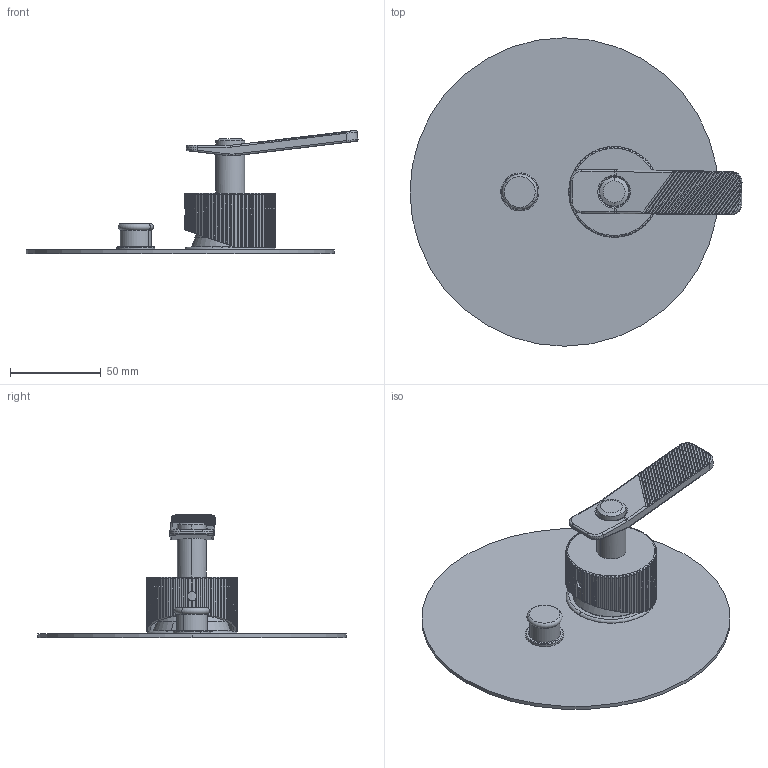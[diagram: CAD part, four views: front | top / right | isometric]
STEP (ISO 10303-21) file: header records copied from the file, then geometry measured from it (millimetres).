
FILE_DESCRIPTION (( 'STEP AP203' ), '1' );
FILE_NAME ('79117510 x architetti.STEP', '2023-09-11T13:15:14', ( '' ), ( '' ), 'SwSTEP 2.0', 'SolidWorks 2020', '' );
FILE_SCHEMA (( 'CONFIG_CONTROL_DESIGN' ));
Length unit declared in the file: millimetre
Products named in the file (1): 79117510 x architetti
Bounding box: 182.98 x 170 x 67.85 mm (x, y, z)
Volume: 98940.2 mm3; surface area: 68316.7 mm2
Topology: 1 solids, 1 shells, 338 faces, 949 edges, 620 vertices
Faces by surface type: cylinder 256, plane 49, bspline 22, cone 6, torus 4, sphere 1
Entity records: 14123 total; most frequent: CARTESIAN_POINT 5915, ORIENTED_EDGE 1894, DIRECTION 1519, EDGE_CURVE 947, VERTEX_POINT 619, AXIS2_PLACEMENT_3D 579, LINE 361, VECTOR 361
